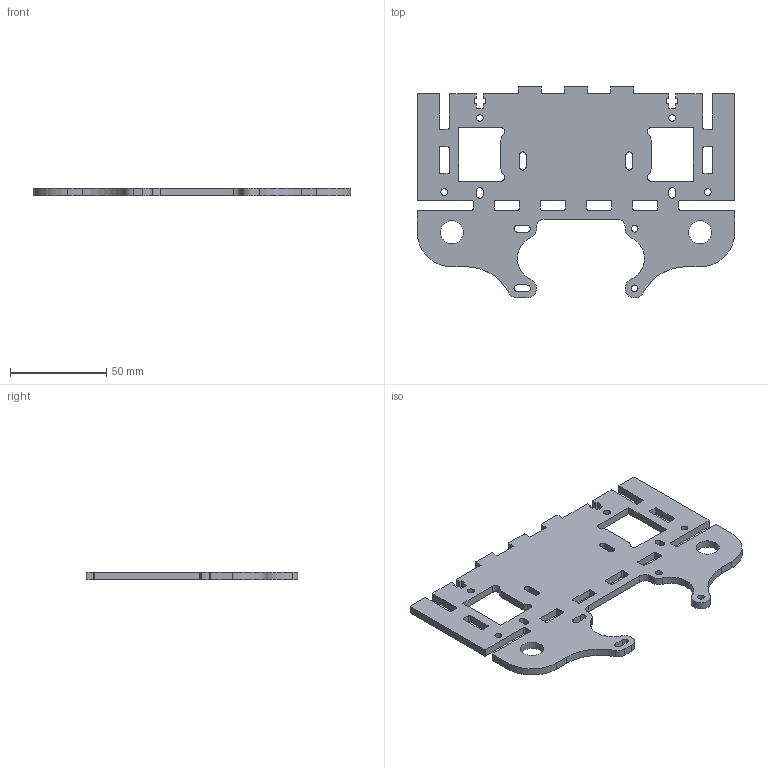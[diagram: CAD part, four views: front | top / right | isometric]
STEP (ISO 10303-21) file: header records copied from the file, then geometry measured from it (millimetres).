
FILE_DESCRIPTION(('STEP AP242'), '1');
FILE_NAME('BackPlate', '', ('UNSPECIFIED'), ('UNSPECIFIED'), 'C3D Converter', 'C3D Toolkit', '');
FILE_SCHEMA(('AP242_MANAGED_MODEL_BASED_3D_ENGINEERING_MIM_LF { 1 0 10303 442 1 1 4 }'));
Length unit declared in the file: millimetre
Products named in the file (1): -01
Bounding box: 165 x 110.19 x 4 mm (x, y, z)
Volume: 45059.1 mm3; surface area: 28640.2 mm2
Topology: 1 solids, 1 shells, 194 faces, 576 edges, 387 vertices
Faces by surface type: plane 105, cylinder 89
Full cylindrical faces by diameter (mm): 3.5 x6, 12 x2
Entity records: 6634 total; most frequent: CARTESIAN_POINT 1150, DIRECTION 1136, ORIENTED_EDGE 1136, EDGE_CURVE 568, LINE 390, VECTOR 390, VERTEX_POINT 384, AXIS2_PLACEMENT_3D 373
